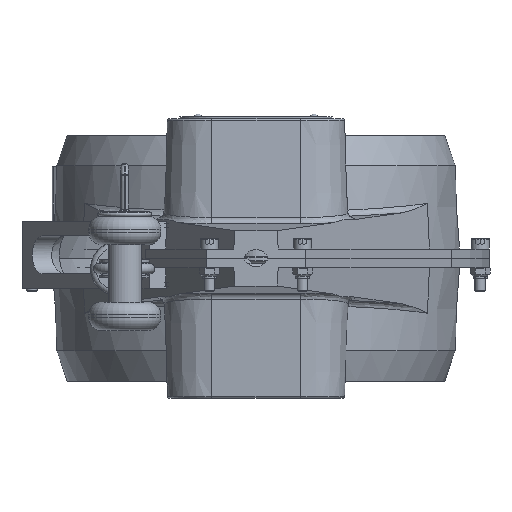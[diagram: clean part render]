
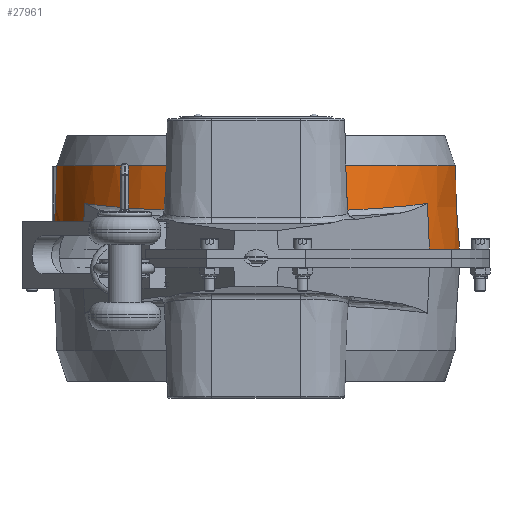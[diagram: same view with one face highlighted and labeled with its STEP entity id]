
A CAD part, left-side view. The second image highlights one B-rep face of the part: STEP entity #27961.
In plain terms, the highlighted conical face has half-angle 3 degrees and reference radius 96.5 mm.
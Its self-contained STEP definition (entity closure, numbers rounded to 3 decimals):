
#43=(
BOUNDED_CURVE()
B_SPLINE_CURVE(2,(#47184,#47185,#47186),.UNSPECIFIED.,.F.,.F.)
B_SPLINE_CURVE_WITH_KNOTS((3,3),(0.,0.877),.UNSPECIFIED.)
CURVE()
GEOMETRIC_REPRESENTATION_ITEM()
RATIONAL_B_SPLINE_CURVE((1.,1.,1.))
REPRESENTATION_ITEM('')
);
#45=(
BOUNDED_CURVE()
B_SPLINE_CURVE(2,(#47217,#47218,#47219),.UNSPECIFIED.,.F.,.F.)
B_SPLINE_CURVE_WITH_KNOTS((3,3),(0.87,1.202),
 .UNSPECIFIED.)
CURVE()
GEOMETRIC_REPRESENTATION_ITEM()
RATIONAL_B_SPLINE_CURVE((1.,1.,1.))
REPRESENTATION_ITEM('')
);
#1123=CONICAL_SURFACE('',#30557,96.5,0.052);
#2017=B_SPLINE_CURVE_WITH_KNOTS('',3,(#47225,#47226,#47227,#47228,#47229),
 .UNSPECIFIED.,.F.,.F.,(4,1,4),(0.446,0.773,1.019),
 .UNSPECIFIED.);
#2018=B_SPLINE_CURVE_WITH_KNOTS('',3,(#47231,#47232,#47233,#47234),
 .UNSPECIFIED.,.F.,.F.,(4,4),(-4.247,-2.134),
 .UNSPECIFIED.);
#2019=B_SPLINE_CURVE_WITH_KNOTS('',3,(#47238,#47239,#47240,#47241),
 .UNSPECIFIED.,.F.,.F.,(4,4),(-4.55,-2.438),
 .UNSPECIFIED.);
#2020=B_SPLINE_CURVE_WITH_KNOTS('',3,(#47243,#47244,#47245,#47246,#47247),
 .UNSPECIFIED.,.F.,.F.,(4,1,4),(-1.019,-0.773,-0.446),
 .UNSPECIFIED.);
#3250=FACE_OUTER_BOUND('',#4918,.T.);
#4918=EDGE_LOOP('',(#20401,#20402,#20403,#20404,#20405,#20406,#20407,#20408,
#20409,#20410,#20411,#20412,#20413,#20414,#20415,#20416,#20417,#20418,#20419,
#20420));
#6666=CIRCLE('',#30553,96.5);
#6670=CIRCLE('',#30558,96.044);
#6671=CIRCLE('',#30559,95.871);
#6672=CIRCLE('',#30560,94.437);
#6673=CIRCLE('',#30561,96.5);
#6674=CIRCLE('',#30562,96.227);
#6675=CIRCLE('',#30563,95.827);
#6676=CIRCLE('',#30564,96.227);
#7620=LINE('',#47223,#9908);
#7621=LINE('',#47249,#9909);
#7622=LINE('',#47253,#9910);
#7623=LINE('',#47257,#9911);
#7624=LINE('',#47261,#9912);
#7625=LINE('',#47264,#9913);
#9908=VECTOR('',#34069,10.);
#9909=VECTOR('',#34072,10.);
#9910=VECTOR('',#34075,10.);
#9911=VECTOR('',#34078,10.);
#9912=VECTOR('',#34081,10.);
#9913=VECTOR('',#34084,10.);
#12378=VERTEX_POINT('',#47174);
#12382=VERTEX_POINT('',#47182);
#12386=VERTEX_POINT('',#47200);
#12392=VERTEX_POINT('',#47214);
#12393=VERTEX_POINT('',#47216);
#12394=VERTEX_POINT('',#47220);
#12395=VERTEX_POINT('',#47222);
#12396=VERTEX_POINT('',#47224);
#12397=VERTEX_POINT('',#47230);
#12398=VERTEX_POINT('',#47235);
#12399=VERTEX_POINT('',#47237);
#12400=VERTEX_POINT('',#47242);
#12401=VERTEX_POINT('',#47248);
#12402=VERTEX_POINT('',#47250);
#12403=VERTEX_POINT('',#47252);
#12404=VERTEX_POINT('',#47254);
#12405=VERTEX_POINT('',#47256);
#12406=VERTEX_POINT('',#47258);
#12407=VERTEX_POINT('',#47260);
#12408=VERTEX_POINT('',#47262);
#15378=EDGE_CURVE('',#12378,#12382,#43,.T.);
#15384=EDGE_CURVE('',#12386,#12378,#6666,.T.);
#15391=EDGE_CURVE('',#12382,#12392,#6670,.T.);
#15392=EDGE_CURVE('',#12392,#12393,#45,.T.);
#15393=EDGE_CURVE('',#12393,#12394,#6671,.T.);
#15394=EDGE_CURVE('',#12394,#12395,#7620,.T.);
#15395=EDGE_CURVE('',#12396,#12395,#2017,.T.);
#15396=EDGE_CURVE('',#12397,#12396,#2018,.T.);
#15397=EDGE_CURVE('',#12397,#12398,#6672,.T.);
#15398=EDGE_CURVE('',#12399,#12398,#2019,.T.);
#15399=EDGE_CURVE('',#12400,#12399,#2020,.T.);
#15400=EDGE_CURVE('',#12401,#12400,#7621,.T.);
#15401=EDGE_CURVE('',#12401,#12402,#6673,.T.);
#15402=EDGE_CURVE('',#12402,#12403,#7622,.T.);
#15403=EDGE_CURVE('',#12403,#12404,#6674,.F.);
#15404=EDGE_CURVE('',#12404,#12405,#7623,.F.);
#15405=EDGE_CURVE('',#12405,#12406,#6675,.F.);
#15406=EDGE_CURVE('',#12406,#12407,#7624,.T.);
#15407=EDGE_CURVE('',#12407,#12408,#6676,.F.);
#15408=EDGE_CURVE('',#12386,#12408,#7625,.T.);
#20401=ORIENTED_EDGE('',*,*,#15378,.T.);
#20402=ORIENTED_EDGE('',*,*,#15391,.T.);
#20403=ORIENTED_EDGE('',*,*,#15392,.T.);
#20404=ORIENTED_EDGE('',*,*,#15393,.T.);
#20405=ORIENTED_EDGE('',*,*,#15394,.T.);
#20406=ORIENTED_EDGE('',*,*,#15395,.F.);
#20407=ORIENTED_EDGE('',*,*,#15396,.F.);
#20408=ORIENTED_EDGE('',*,*,#15397,.T.);
#20409=ORIENTED_EDGE('',*,*,#15398,.F.);
#20410=ORIENTED_EDGE('',*,*,#15399,.F.);
#20411=ORIENTED_EDGE('',*,*,#15400,.F.);
#20412=ORIENTED_EDGE('',*,*,#15401,.T.);
#20413=ORIENTED_EDGE('',*,*,#15402,.T.);
#20414=ORIENTED_EDGE('',*,*,#15403,.T.);
#20415=ORIENTED_EDGE('',*,*,#15404,.T.);
#20416=ORIENTED_EDGE('',*,*,#15405,.T.);
#20417=ORIENTED_EDGE('',*,*,#15406,.T.);
#20418=ORIENTED_EDGE('',*,*,#15407,.T.);
#20419=ORIENTED_EDGE('',*,*,#15408,.F.);
#20420=ORIENTED_EDGE('',*,*,#15384,.T.);
#27961=ADVANCED_FACE('',(#3250),#1123,.T.);
#30553=AXIS2_PLACEMENT_3D('',#47201,#34052,#34053);
#30557=AXIS2_PLACEMENT_3D('',#47213,#34063,#34064);
#30558=AXIS2_PLACEMENT_3D('',#47215,#34065,#34066);
#30559=AXIS2_PLACEMENT_3D('',#47221,#34067,#34068);
#30560=AXIS2_PLACEMENT_3D('',#47236,#34070,#34071);
#30561=AXIS2_PLACEMENT_3D('',#47251,#34073,#34074);
#30562=AXIS2_PLACEMENT_3D('',#47255,#34076,#34077);
#30563=AXIS2_PLACEMENT_3D('',#47259,#34079,#34080);
#30564=AXIS2_PLACEMENT_3D('',#47263,#34082,#34083);
#34052=DIRECTION('center_axis',(0.,0.,1.));
#34053=DIRECTION('ref_axis',(-1.,0.,0.));
#34063=DIRECTION('center_axis',(0.,0.,-1.));
#34064=DIRECTION('ref_axis',(0.,1.,0.));
#34065=DIRECTION('center_axis',(0.,0.,1.));
#34066=DIRECTION('ref_axis',(-1.,0.,0.));
#34067=DIRECTION('center_axis',(0.,0.,1.));
#34068=DIRECTION('ref_axis',(-1.,0.,0.));
#34069=DIRECTION('',(0.044,0.028,0.999));
#34070=DIRECTION('center_axis',(0.,0.,-1.));
#34071=DIRECTION('ref_axis',(-1.,0.,0.));
#34072=DIRECTION('',(-0.044,0.028,0.999));
#34073=DIRECTION('center_axis',(0.,0.,1.));
#34074=DIRECTION('ref_axis',(-1.,0.,0.));
#34075=DIRECTION('',(-0.039,-0.035,0.999));
#34076=DIRECTION('center_axis',(0.,0.,-1.));
#34077=DIRECTION('ref_axis',(-1.,0.,0.));
#34078=DIRECTION('',(0.037,0.037,-0.999));
#34079=DIRECTION('center_axis',(0.,0.,-1.));
#34080=DIRECTION('ref_axis',(-1.,0.,0.));
#34081=DIRECTION('',(-0.037,0.037,-0.999));
#34082=DIRECTION('center_axis',(0.,0.,-1.));
#34083=DIRECTION('ref_axis',(-1.,0.,0.));
#34084=DIRECTION('',(0.039,-0.035,0.999));
#47174=CARTESIAN_POINT('',(-95.463,-14.106,7.3));
#47182=CARTESIAN_POINT('',(-95.149,-13.079,16.));
#47184=CARTESIAN_POINT('Ctrl Pts',(-95.463,-14.106,7.3));
#47185=CARTESIAN_POINT('Ctrl Pts',(-95.306,-13.591,11.707));
#47186=CARTESIAN_POINT('Ctrl Pts',(-95.149,-13.079,
16.));
#47200=CARTESIAN_POINT('',(-72.447,63.747,7.3));
#47201=CARTESIAN_POINT('Origin',(0.,0.,7.3));
#47213=CARTESIAN_POINT('Origin',(0.,0.,7.3));
#47214=CARTESIAN_POINT('',(-87.987,-38.507,16.));
#47215=CARTESIAN_POINT('Origin',(0.,0.,16.));
#47216=CARTESIAN_POINT('',(-87.84,-38.411,19.3));
#47217=CARTESIAN_POINT('Ctrl Pts',(-87.987,-38.507,
16.));
#47218=CARTESIAN_POINT('Ctrl Pts',(-87.913,-38.459,
17.652));
#47219=CARTESIAN_POINT('Ctrl Pts',(-87.84,-38.411,
19.3));
#47220=CARTESIAN_POINT('',(-81.442,-50.581,19.3));
#47221=CARTESIAN_POINT('Origin',(0.,0.,19.3));
#47222=CARTESIAN_POINT('',(-81.018,-50.317,28.837));
#47223=CARTESIAN_POINT('',(-81.977,-50.913,7.3));
#47224=CARTESIAN_POINT('',(-41.032,-86.281,25.592));
#47225=CARTESIAN_POINT('Ctrl Pts',(-41.032,-86.281,
25.592));
#47226=CARTESIAN_POINT('Ctrl Pts',(-50.402,-81.802,
25.996));
#47227=CARTESIAN_POINT('Ctrl Pts',(-65.5,-71.254,
26.948));
#47228=CARTESIAN_POINT('Ctrl Pts',(-76.935,-56.95,
28.239));
#47229=CARTESIAN_POINT('Ctrl Pts',(-81.018,-50.317,
28.837));
#47230=CARTESIAN_POINT('',(-39.745,-85.666,46.669));
#47231=CARTESIAN_POINT('Ctrl Pts',(-39.745,-85.666,
46.669));
#47232=CARTESIAN_POINT('Ctrl Pts',(-40.184,-85.868,
39.644));
#47233=CARTESIAN_POINT('Ctrl Pts',(-40.613,-86.073,
32.618));
#47234=CARTESIAN_POINT('Ctrl Pts',(-41.032,-86.281,
25.592));
#47235=CARTESIAN_POINT('',(39.745,-85.666,46.669));
#47236=CARTESIAN_POINT('Origin',(0.,0.,46.669));
#47237=CARTESIAN_POINT('',(41.032,-86.281,25.592));
#47238=CARTESIAN_POINT('Ctrl Pts',(41.032,-86.281,25.592));
#47239=CARTESIAN_POINT('Ctrl Pts',(40.613,-86.073,32.618));
#47240=CARTESIAN_POINT('Ctrl Pts',(40.184,-85.868,39.644));
#47241=CARTESIAN_POINT('Ctrl Pts',(39.745,-85.666,46.669));
#47242=CARTESIAN_POINT('',(81.018,-50.317,28.837));
#47243=CARTESIAN_POINT('Ctrl Pts',(81.018,-50.317,28.837));
#47244=CARTESIAN_POINT('Ctrl Pts',(76.935,-56.95,28.239));
#47245=CARTESIAN_POINT('Ctrl Pts',(65.5,-71.254,26.948));
#47246=CARTESIAN_POINT('Ctrl Pts',(50.402,-81.802,25.996));
#47247=CARTESIAN_POINT('Ctrl Pts',(41.032,-86.281,25.592));
#47248=CARTESIAN_POINT('',(81.977,-50.913,7.3));
#47249=CARTESIAN_POINT('',(81.977,-50.913,7.3));
#47250=CARTESIAN_POINT('',(72.447,63.747,7.3));
#47251=CARTESIAN_POINT('Origin',(0.,0.,7.3));
#47252=CARTESIAN_POINT('',(72.243,63.566,12.5));
#47253=CARTESIAN_POINT('',(72.447,63.747,7.3));
#47254=CARTESIAN_POINT('',(68.043,68.043,12.5));
#47255=CARTESIAN_POINT('Origin',(0.,0.,12.5));
#47256=CARTESIAN_POINT('',(67.76,67.76,20.146));
#47257=CARTESIAN_POINT('',(68.236,68.236,7.3));
#47258=CARTESIAN_POINT('',(-67.76,67.76,20.146));
#47259=CARTESIAN_POINT('Origin',(0.,0.,20.146));
#47260=CARTESIAN_POINT('',(-68.043,68.043,12.5));
#47261=CARTESIAN_POINT('',(-68.236,68.236,7.3));
#47262=CARTESIAN_POINT('',(-72.243,63.566,12.5));
#47263=CARTESIAN_POINT('Origin',(0.,0.,12.5));
#47264=CARTESIAN_POINT('',(-72.447,63.747,7.3));
